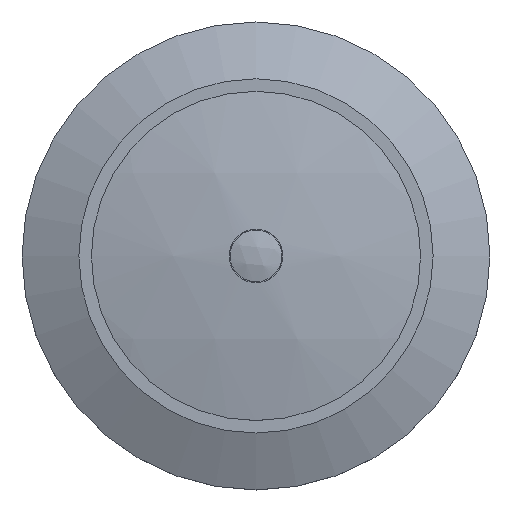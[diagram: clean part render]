
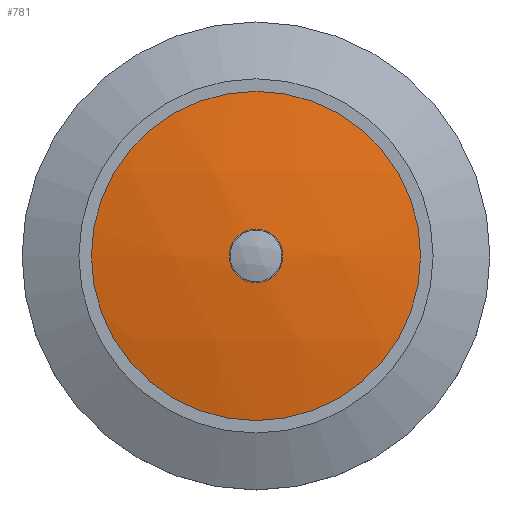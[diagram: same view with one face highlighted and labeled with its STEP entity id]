
A CAD part, top view. The second image highlights one B-rep face of the part: STEP entity #781.
In plain terms, the highlighted spherical face has radius 44.651 mm.
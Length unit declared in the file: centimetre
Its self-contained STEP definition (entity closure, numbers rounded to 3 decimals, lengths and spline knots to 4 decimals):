
#164=FACE_OUTER_BOUND($,#290,.T.);
#168=SPHERICAL_SURFACE($,#884,4.4651);
#205=FACE_BOUND($,#291,.T.);
#290=EDGE_LOOP($,(#702));
#291=EDGE_LOOP($,(#703));
#344=CIRCLE($,#885,0.985);
#345=CIRCLE($,#886,0.16);
#418=VERTEX_POINT($,#4760);
#419=VERTEX_POINT($,#4762);
#514=EDGE_CURVE($,#418,#418,#344,.T.);
#515=EDGE_CURVE($,#419,#419,#345,.T.);
#702=ORIENTED_EDGE($,*,*,#514,.F.);
#703=ORIENTED_EDGE($,*,*,#515,.T.);
#781=ADVANCED_FACE($,(#164,#205),#168,.T.);
#884=AXIS2_PLACEMENT_3D($,#4759,#1112,#1113);
#885=AXIS2_PLACEMENT_3D($,#4761,#1114,#1115);
#886=AXIS2_PLACEMENT_3D($,#4763,#1116,#1117);
#1112=DIRECTION('center_axis',(0.,-1.,0.));
#1113=DIRECTION('ref_axis',(1.,0.,0.));
#1114=DIRECTION('center_axis',(0.,0.,
-1.));
#1115=DIRECTION('ref_axis',(1.,0.,0.));
#1116=DIRECTION('center_axis',(0.,0.,
-1.));
#1117=DIRECTION('ref_axis',(1.,0.,0.));
#4759=CARTESIAN_POINT('Origin',(0.,0.,
-3.9828));
#4760=CARTESIAN_POINT('',(0.985,0.,0.3723));
#4761=CARTESIAN_POINT('Origin',(0.,0.,
0.3723));
#4762=CARTESIAN_POINT('',(0.16,0.,0.4795));
#4763=CARTESIAN_POINT('Origin',(0.,0.,
0.4795));
